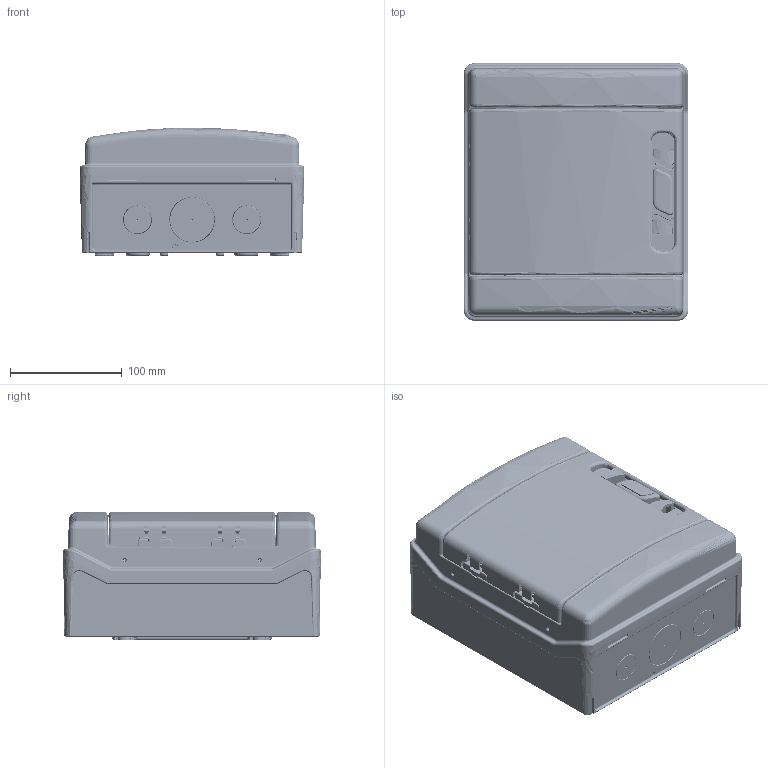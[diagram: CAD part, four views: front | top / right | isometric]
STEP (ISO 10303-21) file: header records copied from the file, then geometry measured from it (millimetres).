
FILE_DESCRIPTION((''),'2;1');
FILE_NAME('MODAB61PN','2018-01-05T',('antti_kumpulainen'),(''),'CREO PARAMETRIC BY PTC INC, 2015290','CREO PARAMETRIC BY PTC INC, 2015290','');
FILE_SCHEMA(('AUTOMOTIVE_DESIGN { 1 0 10303 214 1 1 1 1 }'));
Length unit declared in the file: millimetre
Products named in the file (1): MODAB61PN
Bounding box: 201.62 x 231 x 114.98 mm (x, y, z)
Volume: 12619.4 mm3; surface area: 608314.1 mm2
Topology: 9 solids, 17 shells, 6811 faces, 16893 edges, 9737 vertices
Faces by surface type: cylinder 1901, bspline 1877, plane 1561, torus 654, cone 542, sphere 246, extrusion 28, revolution 2
Entity records: 387695 total; most frequent: CARTESIAN_POINT 145862, ORIENTED_EDGE 32718, DIRECTION 25900, PRESENTATION_STYLE_ASSIGNMENT 23336, STYLED_ITEM 16529, CURVE_STYLE 16514, EDGE_CURVE 16492, AXIS2_PLACEMENT_3D 9756
